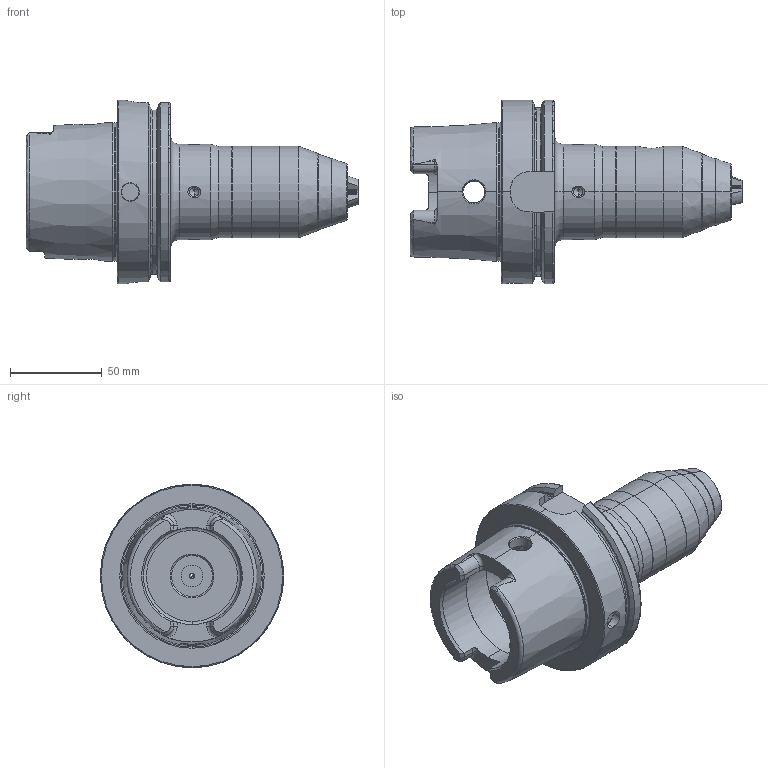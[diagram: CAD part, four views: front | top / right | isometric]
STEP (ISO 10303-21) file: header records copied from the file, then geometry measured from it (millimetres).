
FILE_DESCRIPTION (( 'STEP AP214' ), '1' );
FILE_NAME ('HA0.BF1.K01.125.STEP', '2023-08-31T04:48:52', ( '' ), ( '' ), 'SwSTEP 2.0', 'SolidWorks 2017', '' );
FILE_SCHEMA (( 'AUTOMOTIVE_DESIGN' ));
Length unit declared in the file: millimetre
Products named in the file (6): Bohrfutter ø1-13_geschlossen; Backe ø1-13; Bohrfutterø1-13_A; ISO 4026 - M12 x 20; HA0.BF1.K01.125; HA0-BF2.K01.055_B_Fertigbearbeitung
Assembly tree (7 placements, depth 3):
  HA0.BF1.K01.125
    HA0-BF2.K01.055_B_Fertigbearbeitung
    Bohrfutter ø1-13_geschlossen
      Bohrfutterø1-13_A
      Backe ø1-13  x3
      ISO 4026 - M12 x 20
Bounding box: 181.2 x 100 x 100 mm (x, y, z)
Volume: 401294.5 mm3; surface area: 80836.2 mm2
Topology: 6 solids, 6 shells, 342 faces, 827 edges, 502 vertices
Faces by surface type: cylinder 102, plane 93, cone 79, torus 64, bspline 4
Entity records: 12261 total; most frequent: CARTESIAN_POINT 3389, DIRECTION 1586, ORIENTED_EDGE 1478, EDGE_CURVE 739, AXIS2_PLACEMENT_3D 657, VERTEX_POINT 450, CIRCLE 338, EDGE_LOOP 337
